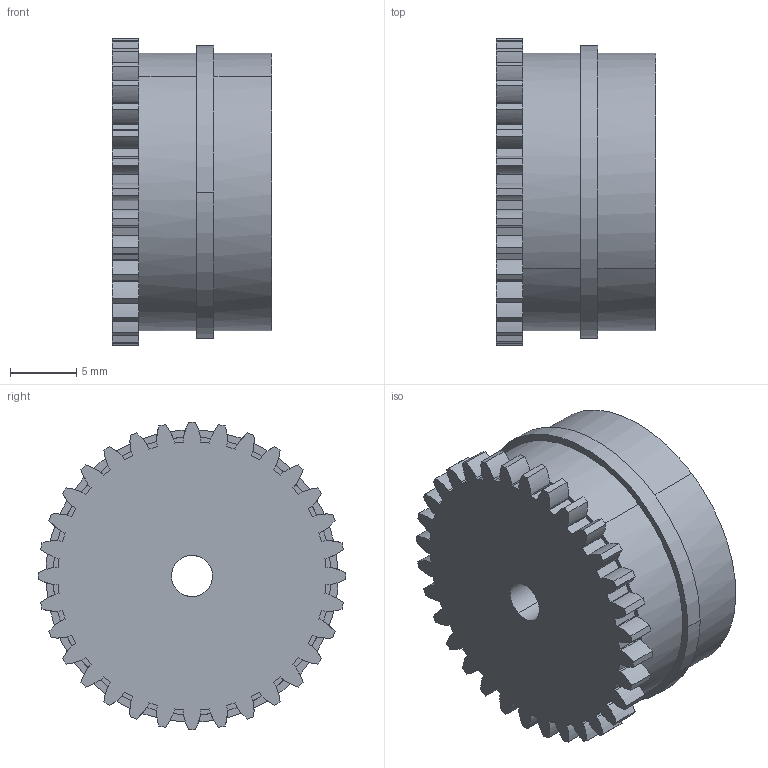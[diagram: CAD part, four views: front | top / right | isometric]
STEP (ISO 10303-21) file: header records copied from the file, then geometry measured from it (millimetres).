
FILE_DESCRIPTION(/* description */ (''),/* implementation_level */ '2;1');
FILE_NAME(/* name */ 'WHEEL_~1',/* time_stamp */ '2024-03-17T19:25:32+01:00',/* author */ (''),/* organization */ (''),/* preprocessor_version */ 'ST-DEVELOPER v16.5',/* originating_system */ '',/* authorisation */ '');
FILE_SCHEMA (('AUTOMOTIVE_DESIGN'));
Length unit declared in the file: millimetre
Products named in the file (1): Document
Bounding box: 12 x 23.11 x 23.11 mm (x, y, z)
Volume: 2296.6 mm3; surface area: 2215.5 mm2
Topology: 1 solids, 1 shells, 271 faces, 734 edges, 468 vertices
Faces by surface type: bspline 202, plane 69
Entity records: 11476 total; most frequent: CARTESIAN_POINT 7747, ORIENTED_EDGE 1468, EDGE_CURVE 734, VERTEX_POINT 468, EDGE_LOOP 276, ADVANCED_FACE 271, FACE_OUTER_BOUND 271, DIRECTION 73
